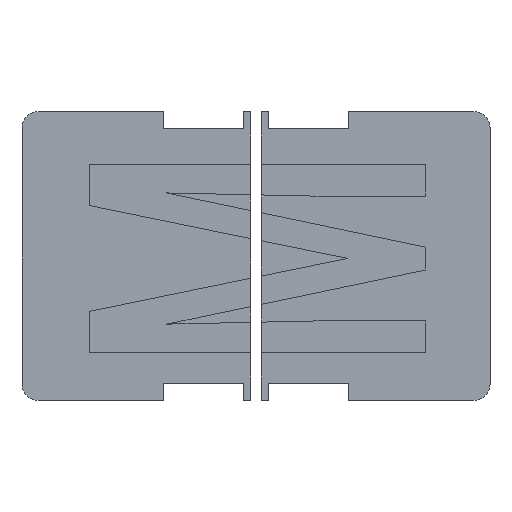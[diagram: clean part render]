
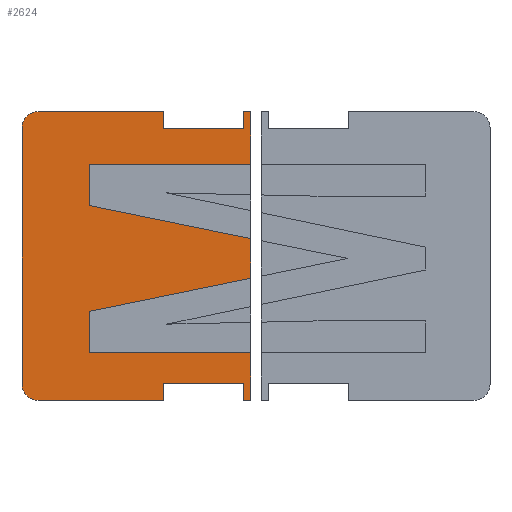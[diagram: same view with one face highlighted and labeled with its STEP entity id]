
A CAD part, top view. The second image highlights one B-rep face of the part: STEP entity #2624.
In plain terms, the highlighted planar face has unit normal (0, 0, 1).
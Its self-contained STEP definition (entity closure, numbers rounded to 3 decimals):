
#23=CIRCLE('',#2790,3.);
#24=CIRCLE('',#2793,3.);
#184=FACE_OUTER_BOUND('',#324,.T.);
#324=EDGE_LOOP('',(#2327,#2328,#2329,#2330,#2331,#2332,#2333,#2334,#2335,
#2336,#2337,#2338,#2339,#2340,#2341,#2342,#2343,#2344,#2345,#2346,#2347,
#2348));
#611=LINE('',#4053,#963);
#615=LINE('',#4060,#967);
#621=LINE('',#4075,#973);
#625=LINE('',#4083,#977);
#629=LINE('',#4090,#981);
#631=LINE('',#4095,#983);
#650=LINE('',#4131,#1002);
#651=LINE('',#4132,#1003);
#652=LINE('',#4134,#1004);
#655=LINE('',#4140,#1007);
#657=LINE('',#4144,#1009);
#659=LINE('',#4148,#1011);
#661=LINE('',#4151,#1013);
#662=LINE('',#4154,#1014);
#664=LINE('',#4158,#1016);
#666=LINE('',#4162,#1018);
#668=LINE('',#4166,#1020);
#670=LINE('',#4170,#1022);
#673=LINE('',#4178,#1025);
#676=LINE('',#4185,#1028);
#963=VECTOR('',#3320,10.);
#967=VECTOR('',#3326,10.);
#973=VECTOR('',#3336,10.);
#977=VECTOR('',#3342,10.);
#981=VECTOR('',#3348,10.);
#983=VECTOR('',#3352,10.);
#1002=VECTOR('',#3387,10.);
#1003=VECTOR('',#3388,10.);
#1004=VECTOR('',#3389,10.);
#1007=VECTOR('',#3394,10.);
#1009=VECTOR('',#3398,10.);
#1011=VECTOR('',#3402,10.);
#1013=VECTOR('',#3406,10.);
#1014=VECTOR('',#3409,10.);
#1016=VECTOR('',#3413,10.);
#1018=VECTOR('',#3417,10.);
#1020=VECTOR('',#3421,10.);
#1022=VECTOR('',#3425,10.);
#1025=VECTOR('',#3434,10.);
#1028=VECTOR('',#3443,10.);
#1229=VERTEX_POINT('',#4050);
#1230=VERTEX_POINT('',#4052);
#1232=VERTEX_POINT('',#4057);
#1237=VERTEX_POINT('',#4071);
#1239=VERTEX_POINT('',#4074);
#1242=VERTEX_POINT('',#4082);
#1244=VERTEX_POINT('',#4087);
#1245=VERTEX_POINT('',#4092);
#1255=VERTEX_POINT('',#4129);
#1256=VERTEX_POINT('',#4133);
#1257=VERTEX_POINT('',#4137);
#1258=VERTEX_POINT('',#4139);
#1259=VERTEX_POINT('',#4143);
#1260=VERTEX_POINT('',#4147);
#1261=VERTEX_POINT('',#4153);
#1262=VERTEX_POINT('',#4157);
#1263=VERTEX_POINT('',#4161);
#1264=VERTEX_POINT('',#4165);
#1265=VERTEX_POINT('',#4169);
#1266=VERTEX_POINT('',#4173);
#1267=VERTEX_POINT('',#4177);
#1268=VERTEX_POINT('',#4181);
#1561=EDGE_CURVE('',#1230,#1229,#611,.T.);
#1565=EDGE_CURVE('',#1232,#1230,#615,.T.);
#1571=EDGE_CURVE('',#1239,#1237,#621,.T.);
#1575=EDGE_CURVE('',#1242,#1239,#625,.T.);
#1579=EDGE_CURVE('',#1244,#1242,#629,.T.);
#1581=EDGE_CURVE('',#1229,#1245,#631,.T.);
#1600=EDGE_CURVE('',#1237,#1255,#650,.T.);
#1601=EDGE_CURVE('',#1245,#1244,#651,.T.);
#1602=EDGE_CURVE('',#1256,#1232,#652,.T.);
#1605=EDGE_CURVE('',#1258,#1257,#655,.T.);
#1607=EDGE_CURVE('',#1259,#1258,#657,.T.);
#1609=EDGE_CURVE('',#1260,#1259,#659,.T.);
#1611=EDGE_CURVE('',#1255,#1260,#661,.T.);
#1612=EDGE_CURVE('',#1261,#1256,#662,.T.);
#1614=EDGE_CURVE('',#1262,#1261,#664,.T.);
#1616=EDGE_CURVE('',#1263,#1262,#666,.T.);
#1618=EDGE_CURVE('',#1264,#1263,#668,.T.);
#1620=EDGE_CURVE('',#1265,#1264,#670,.T.);
#1622=EDGE_CURVE('',#1266,#1265,#23,.T.);
#1624=EDGE_CURVE('',#1267,#1266,#673,.T.);
#1626=EDGE_CURVE('',#1268,#1267,#24,.T.);
#1628=EDGE_CURVE('',#1257,#1268,#676,.T.);
#2327=ORIENTED_EDGE('',*,*,#1571,.T.);
#2328=ORIENTED_EDGE('',*,*,#1600,.T.);
#2329=ORIENTED_EDGE('',*,*,#1611,.T.);
#2330=ORIENTED_EDGE('',*,*,#1609,.T.);
#2331=ORIENTED_EDGE('',*,*,#1607,.T.);
#2332=ORIENTED_EDGE('',*,*,#1605,.T.);
#2333=ORIENTED_EDGE('',*,*,#1628,.T.);
#2334=ORIENTED_EDGE('',*,*,#1626,.T.);
#2335=ORIENTED_EDGE('',*,*,#1624,.T.);
#2336=ORIENTED_EDGE('',*,*,#1622,.T.);
#2337=ORIENTED_EDGE('',*,*,#1620,.T.);
#2338=ORIENTED_EDGE('',*,*,#1618,.T.);
#2339=ORIENTED_EDGE('',*,*,#1616,.T.);
#2340=ORIENTED_EDGE('',*,*,#1614,.T.);
#2341=ORIENTED_EDGE('',*,*,#1612,.T.);
#2342=ORIENTED_EDGE('',*,*,#1602,.T.);
#2343=ORIENTED_EDGE('',*,*,#1565,.T.);
#2344=ORIENTED_EDGE('',*,*,#1561,.T.);
#2345=ORIENTED_EDGE('',*,*,#1581,.T.);
#2346=ORIENTED_EDGE('',*,*,#1601,.T.);
#2347=ORIENTED_EDGE('',*,*,#1579,.T.);
#2348=ORIENTED_EDGE('',*,*,#1575,.T.);
#2484=PLANE('',#2795);
#2624=ADVANCED_FACE('',(#184),#2484,.T.);
#2790=AXIS2_PLACEMENT_3D('',#4174,#3429,#3430);
#2793=AXIS2_PLACEMENT_3D('',#4182,#3438,#3439);
#2795=AXIS2_PLACEMENT_3D('',#4186,#3444,#3445);
#3320=DIRECTION('',(0.,1.,0.));
#3326=DIRECTION('',(-1.,0.,0.));
#3336=DIRECTION('',(1.,0.,0.));
#3342=DIRECTION('',(0.,1.,0.));
#3348=DIRECTION('',(-0.98,0.201,0.));
#3352=DIRECTION('',(0.98,0.201,0.));
#3387=DIRECTION('',(0.,1.,0.));
#3388=DIRECTION('',(0.,1.,0.));
#3389=DIRECTION('',(0.,1.,0.));
#3394=DIRECTION('',(0.,1.,0.));
#3398=DIRECTION('',(-1.,0.,0.));
#3402=DIRECTION('',(0.,-1.,0.));
#3406=DIRECTION('',(-1.,0.,0.));
#3409=DIRECTION('',(1.,0.,0.));
#3413=DIRECTION('',(0.,-1.,0.));
#3417=DIRECTION('',(1.,0.,0.));
#3421=DIRECTION('',(0.,1.,0.));
#3425=DIRECTION('',(1.,0.,0.));
#3429=DIRECTION('center_axis',(0.,0.,1.));
#3430=DIRECTION('ref_axis',(-1.,0.,0.));
#3434=DIRECTION('',(0.,-1.,0.));
#3438=DIRECTION('center_axis',(0.,0.,1.));
#3439=DIRECTION('ref_axis',(0.,1.,0.));
#3443=DIRECTION('',(-1.,0.,0.));
#3444=DIRECTION('center_axis',(0.,0.,1.));
#3445=DIRECTION('ref_axis',(1.,0.,0.));
#4050=CARTESIAN_POINT('',(12.609,16.632,0.6));
#4052=CARTESIAN_POINT('',(12.609,8.888,0.6));
#4053=CARTESIAN_POINT('',(12.609,21.816,0.6));
#4057=CARTESIAN_POINT('',(42.8,8.888,0.6));
#4060=CARTESIAN_POINT('',(17.004,8.888,0.6));
#4071=CARTESIAN_POINT('',(42.8,44.163,0.6));
#4074=CARTESIAN_POINT('',(12.609,44.163,0.6));
#4075=CARTESIAN_POINT('',(48.504,44.163,0.6));
#4082=CARTESIAN_POINT('',(12.609,36.442,0.6));
#4083=CARTESIAN_POINT('',(12.609,35.582,0.6));
#4087=CARTESIAN_POINT('',(42.8,30.257,0.6));
#4090=CARTESIAN_POINT('',(17.756,35.388,0.6));
#4092=CARTESIAN_POINT('',(42.8,22.833,0.6));
#4095=CARTESIAN_POINT('',(41.992,22.667,0.6));
#4129=CARTESIAN_POINT('',(42.8,54.,0.6));
#4131=CARTESIAN_POINT('',(42.8,54.,0.6));
#4132=CARTESIAN_POINT('',(42.8,54.,0.6));
#4133=CARTESIAN_POINT('',(42.8,0.,0.6));
#4134=CARTESIAN_POINT('',(42.8,54.,0.6));
#4137=CARTESIAN_POINT('',(26.4,54.,0.6));
#4139=CARTESIAN_POINT('',(26.4,50.8,0.6));
#4140=CARTESIAN_POINT('',(26.4,54.,0.6));
#4143=CARTESIAN_POINT('',(41.4,50.8,0.6));
#4144=CARTESIAN_POINT('',(26.4,50.8,0.6));
#4147=CARTESIAN_POINT('',(41.4,54.,0.6));
#4148=CARTESIAN_POINT('',(41.4,50.8,0.6));
#4151=CARTESIAN_POINT('',(82.6,54.,0.6));
#4153=CARTESIAN_POINT('',(41.4,0.,0.6));
#4154=CARTESIAN_POINT('',(3.,0.,0.6));
#4157=CARTESIAN_POINT('',(41.4,3.2,0.6));
#4158=CARTESIAN_POINT('',(41.4,3.2,0.6));
#4161=CARTESIAN_POINT('',(26.4,3.2,0.6));
#4162=CARTESIAN_POINT('',(26.4,3.2,0.6));
#4165=CARTESIAN_POINT('',(26.4,0.,0.6));
#4166=CARTESIAN_POINT('',(26.4,0.,0.6));
#4169=CARTESIAN_POINT('',(3.,0.,0.6));
#4170=CARTESIAN_POINT('',(3.,0.,0.6));
#4173=CARTESIAN_POINT('',(0.,3.,0.6));
#4174=CARTESIAN_POINT('Origin',(3.,3.,0.6));
#4177=CARTESIAN_POINT('',(0.,51.,0.6));
#4178=CARTESIAN_POINT('',(0.,51.,0.6));
#4181=CARTESIAN_POINT('',(3.,54.,0.6));
#4182=CARTESIAN_POINT('Origin',(3.,51.,0.6));
#4185=CARTESIAN_POINT('',(82.6,54.,0.6));
#4186=CARTESIAN_POINT('Origin',(21.4,27.,0.6));
